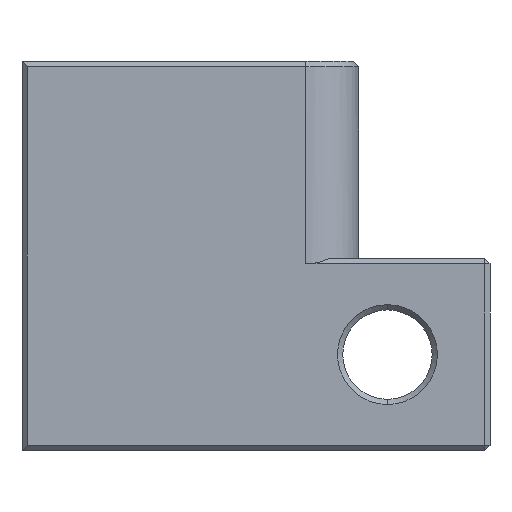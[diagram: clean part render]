
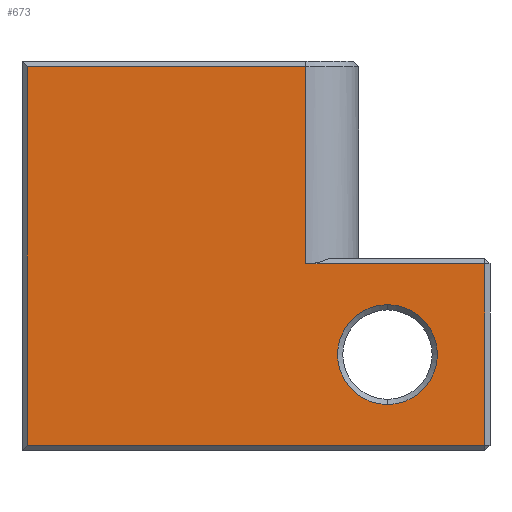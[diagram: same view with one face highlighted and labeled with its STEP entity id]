
A CAD part, left-side view. The second image highlights one B-rep face of the part: STEP entity #673.
In plain terms, the highlighted planar face has unit normal (-1, 0, 0).
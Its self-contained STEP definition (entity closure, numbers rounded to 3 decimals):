
#5 = CARTESIAN_POINT ( 'NONE',  ( 0., 12.7, 0.3 ) ) ;
#18 = VERTEX_POINT ( 'NONE', #116 ) ;
#19 = CARTESIAN_POINT ( 'NONE',  ( 0., 2.1, 14.7 ) ) ;
#34 = ORIENTED_EDGE ( 'NONE', *, *, #463, .T. ) ;
#41 = CARTESIAN_POINT ( 'NONE',  ( 0., -1., 3.75 ) ) ;
#45 = DIRECTION ( 'NONE',  ( 1., 0., 0. ) ) ;
#48 = VERTEX_POINT ( 'NONE', #113 ) ;
#80 = VECTOR ( 'NONE', #808, 1000. ) ;
#92 = VERTEX_POINT ( 'NONE', #326 ) ;
#113 = CARTESIAN_POINT ( 'NONE',  ( 0., 2.1, 7.2 ) ) ;
#116 = CARTESIAN_POINT ( 'NONE',  ( 0., -4.7, 0.3 ) ) ;
#122 = VERTEX_POINT ( 'NONE', #259 ) ;
#134 = CARTESIAN_POINT ( 'NONE',  ( 0., 2.1, 7.2 ) ) ;
#141 = EDGE_CURVE ( 'NONE', #613, #791, #510, .T. ) ;
#151 = EDGE_LOOP ( 'NONE', ( #34, #569, #540, #158, #663, #743 ) ) ;
#152 = VECTOR ( 'NONE', #461, 1000. ) ;
#154 = CARTESIAN_POINT ( 'NONE',  ( 0., 2.1, 14.9 ) ) ;
#157 = DIRECTION ( 'NONE',  ( 1., 0., 0. ) ) ;
#158 = ORIENTED_EDGE ( 'NONE', *, *, #466, .T. ) ;
#160 = AXIS2_PLACEMENT_3D ( 'NONE', #656, #531, #786 ) ;
#193 = FACE_OUTER_BOUND ( 'NONE', #151, .T. ) ;
#210 = EDGE_LOOP ( 'NONE', ( #731, #438 ) ) ;
#233 = EDGE_CURVE ( 'NONE', #516, #122, #700, .T. ) ;
#240 = CARTESIAN_POINT ( 'NONE',  ( 0., -4.9, 0.3 ) ) ;
#254 = CARTESIAN_POINT ( 'NONE',  ( 0., 0., 0. ) ) ;
#259 = CARTESIAN_POINT ( 'NONE',  ( 0., -1., 1.85 ) ) ;
#263 = DIRECTION ( 'NONE',  ( 0., 1., 0. ) ) ;
#290 = AXIS2_PLACEMENT_3D ( 'NONE', #41, #157, #535 ) ;
#296 = LINE ( 'NONE', #741, #80 ) ;
#304 = VECTOR ( 'NONE', #640, 1000. ) ;
#317 = DIRECTION ( 'NONE',  ( 0., -1., 0. ) ) ;
#326 = CARTESIAN_POINT ( 'NONE',  ( 0., -4.7, 7.2 ) ) ;
#327 = EDGE_CURVE ( 'NONE', #18, #92, #296, .T. ) ;
#359 = AXIS2_PLACEMENT_3D ( 'NONE', #254, #45, #617 ) ;
#377 = LINE ( 'NONE', #240, #571 ) ;
#430 = VERTEX_POINT ( 'NONE', #5 ) ;
#438 = ORIENTED_EDGE ( 'NONE', *, *, #541, .T. ) ;
#441 = CIRCLE ( 'NONE', #290, 1.9 ) ;
#461 = DIRECTION ( 'NONE',  ( 0., 1., 0. ) ) ;
#463 = EDGE_CURVE ( 'NONE', #92, #48, #753, .T. ) ;
#466 = EDGE_CURVE ( 'NONE', #791, #430, #637, .T. ) ;
#468 = VECTOR ( 'NONE', #263, 1000. ) ;
#473 = CARTESIAN_POINT ( 'NONE',  ( 0., 12.7, 14.7 ) ) ;
#499 = PLANE ( 'NONE',  #359 ) ;
#510 = LINE ( 'NONE', #767, #468 ) ;
#516 = VERTEX_POINT ( 'NONE', #608 ) ;
#531 = DIRECTION ( 'NONE',  ( 1., 0., 0. ) ) ;
#535 = DIRECTION ( 'NONE',  ( 0., 0., -1. ) ) ;
#540 = ORIENTED_EDGE ( 'NONE', *, *, #141, .T. ) ;
#541 = EDGE_CURVE ( 'NONE', #122, #516, #441, .T. ) ;
#545 = DIRECTION ( 'NONE',  ( 0., 0., 1. ) ) ;
#552 = EDGE_CURVE ( 'NONE', #48, #613, #598, .T. ) ;
#569 = ORIENTED_EDGE ( 'NONE', *, *, #552, .T. ) ;
#571 = VECTOR ( 'NONE', #317, 1000. ) ;
#598 = LINE ( 'NONE', #154, #734 ) ;
#608 = CARTESIAN_POINT ( 'NONE',  ( 0., -1., 5.65 ) ) ;
#613 = VERTEX_POINT ( 'NONE', #19 ) ;
#617 = DIRECTION ( 'NONE',  ( 0., 0., -1. ) ) ;
#637 = LINE ( 'NONE', #761, #304 ) ;
#640 = DIRECTION ( 'NONE',  ( 0., 0., -1. ) ) ;
#656 = CARTESIAN_POINT ( 'NONE',  ( 0., -1., 3.75 ) ) ;
#663 = ORIENTED_EDGE ( 'NONE', *, *, #727, .T. ) ;
#673 = ADVANCED_FACE ( 'NONE', ( #752, #193 ), #499, .F. ) ;
#700 = CIRCLE ( 'NONE', #160, 1.9 ) ;
#727 = EDGE_CURVE ( 'NONE', #430, #18, #377, .T. ) ;
#731 = ORIENTED_EDGE ( 'NONE', *, *, #233, .T. ) ;
#734 = VECTOR ( 'NONE', #545, 1000. ) ;
#741 = CARTESIAN_POINT ( 'NONE',  ( 0., -4.7, 7.4 ) ) ;
#743 = ORIENTED_EDGE ( 'NONE', *, *, #327, .T. ) ;
#752 = FACE_BOUND ( 'NONE', #210, .T. ) ;
#753 = LINE ( 'NONE', #134, #152 ) ;
#761 = CARTESIAN_POINT ( 'NONE',  ( 0., 12.7, 0.1 ) ) ;
#767 = CARTESIAN_POINT ( 'NONE',  ( 0., 12.9, 14.7 ) ) ;
#786 = DIRECTION ( 'NONE',  ( 0., 0., -1. ) ) ;
#791 = VERTEX_POINT ( 'NONE', #473 ) ;
#808 = DIRECTION ( 'NONE',  ( 0., 0., 1. ) ) ;
